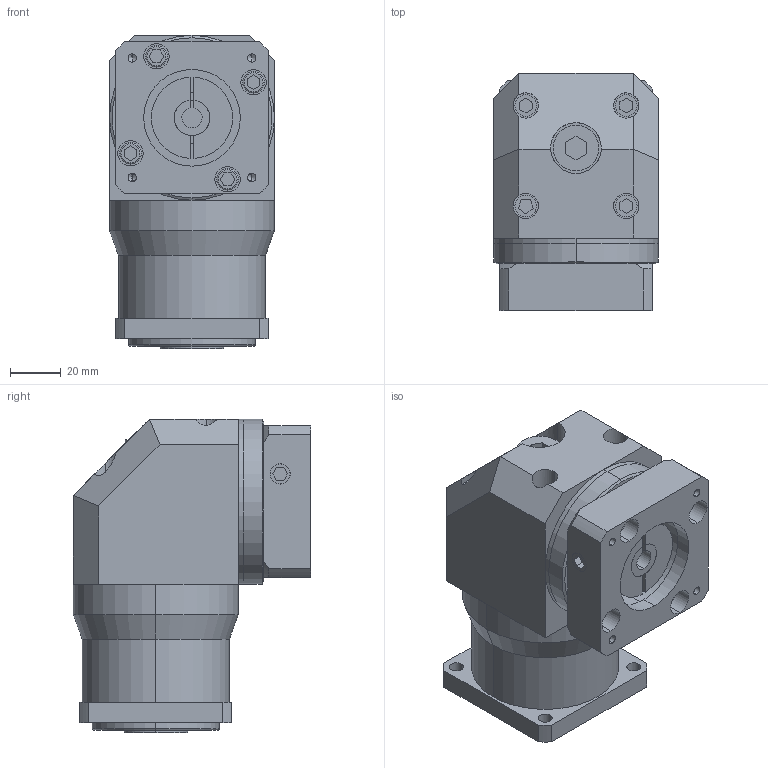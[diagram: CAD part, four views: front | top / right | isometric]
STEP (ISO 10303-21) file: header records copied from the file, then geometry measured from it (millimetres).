
FILE_DESCRIPTION (( 'STEP AP214' ), '1' );
FILE_NAME ('VGZK60单级模型（8-21 38.1-2 4-4.5-47.14-47.14）.STEP', '2018-06-23T09:00:28', ( 'Windows' ), ( 'Microsoft' ), 'SwSTEP 2.0', 'SolidWorks 2016', '' );
FILE_SCHEMA (( 'AUTOMOTIVE_DESIGN' ));
Length unit declared in the file: millimetre
Products named in the file (1): VGZK60单级模型（8-21 38.1-2 4-4.5-47.14-47.14）
Bounding box: 65 x 93.5 x 123.5 mm (x, y, z)
Volume: 466319.2 mm3; surface area: 69567 mm2
Topology: 4 solids, 4 shells, 296 faces, 710 edges, 453 vertices
Faces by surface type: plane 166, cylinder 104, cone 16, torus 10
Entity records: 8837 total; most frequent: DIRECTION 1522, CARTESIAN_POINT 1521, ORIENTED_EDGE 1404, EDGE_CURVE 702, AXIS2_PLACEMENT_3D 546, VERTEX_POINT 453, VECTOR 430, LINE 430
